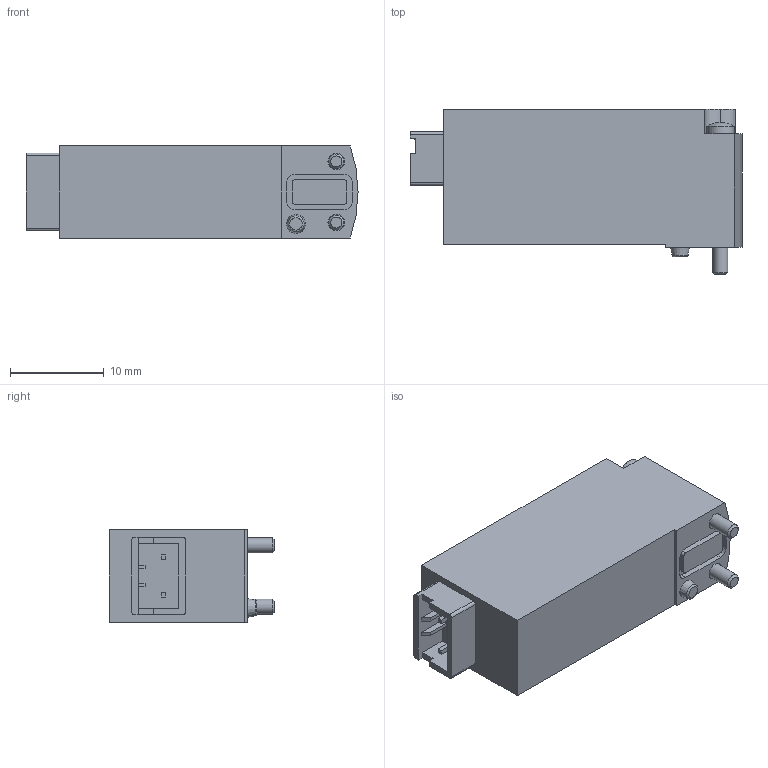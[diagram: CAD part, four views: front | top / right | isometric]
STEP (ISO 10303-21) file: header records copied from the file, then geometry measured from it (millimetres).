
FILE_DESCRIPTION(/* description */ ('STEP AP214'),/* implementation_level */ '2;1');
FILE_NAME(/* name */ '557864_MHA1-M1LCH-2_2G-1_5-HC',/* time_stamp */ '2024-09-05T10:50:25+02:00',/* author */ ('License CC BY-ND 4.0'),/* organization */ ('CADENAS'),/* preprocessor_version */ 'ST-DEVELOPER v19.3',/* originating_system */ 'PARTsolutions',/* authorisation */ ' ');
FILE_SCHEMA (('AUTOMOTIVE_DESIGN {1 0 10303 214 3 1 1}'));
Length unit declared in the file: millimetre
Products named in the file (3): 557864 MHA1-M1LCH-2/2G-1.5-HC; 557864 MHA1-M1LCH-2/2G-1.5-HC_p; 645502 M1.6X15
Assembly tree (3 placements, depth 2):
  557864 MHA1-M1LCH-2/2G-1.5-HC
    557864 MHA1-M1LCH-2/2G-1.5-HC_p
    645502 M1.6X15  x2
Bounding box: 35.35 x 17.6 x 9.8 mm (x, y, z)
Volume: 4458.9 mm3; surface area: 2360.7 mm2
Topology: 3 solids, 3 shells, 131 faces, 320 edges, 205 vertices
Faces by surface type: plane 90, cylinder 26, torus 9, cone 6
Full cylindrical faces by diameter (mm): 1.3 x2, 1.6 x2, 1.8 x2, 2.9 x2, 3.1 x1, 3.3 x1
Entity records: 3668 total; most frequent: CARTESIAN_POINT 566, DIRECTION 506, ORIENTED_EDGE 492, EDGE_CURVE 246, LINE 176, VECTOR 176, VERTEX_POINT 169, AXIS2_PLACEMENT_3D 165
